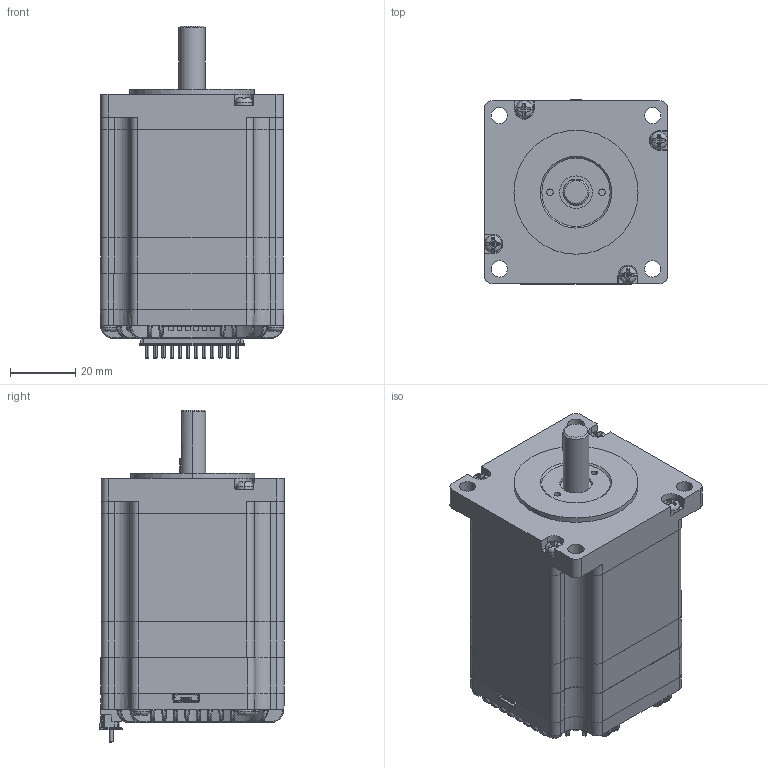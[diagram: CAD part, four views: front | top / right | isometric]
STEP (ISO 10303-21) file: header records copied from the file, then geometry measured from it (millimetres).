
FILE_DESCRIPTION (( 'STEP AP214' ), '1' );
FILE_NAME ('IC57E12.STEP', '2022-07-28T02:53:34', ( '' ), ( '' ), 'SwSTEP 2.0', 'SolidWorks 2022', '' );
FILE_SCHEMA (( 'AUTOMOTIVE_DESIGN' ));
Length unit declared in the file: millimetre
Products named in the file (4): IC57E12; IC57驱动器; IC57_萇儂_綴粣噤5; A2508H-12P-5mm
Assembly tree (3 placements, depth 2):
  IC57E12
    IC57_萇儂_綴粣噤5
    IC57驱动器
    A2508H-12P-5mm
Bounding box: 56.4 x 56.8 x 102 mm (x, y, z)
Volume: 200892.5 mm3; surface area: 44081.7 mm2
Topology: 4 solids, 4 shells, 3106 faces, 8314 edges, 5181 vertices
Faces by surface type: plane 1800, cylinder 596, bspline 323, cone 172, torus 169, sphere 46
Entity records: 130522 total; most frequent: CARTESIAN_POINT 32946, ORIENTED_EDGE 16536, DIRECTION 14603, EDGE_CURVE 8268, VECTOR 5367, LINE 5367, VERTEX_POINT 5181, AXIS2_PLACEMENT_3D 4618
